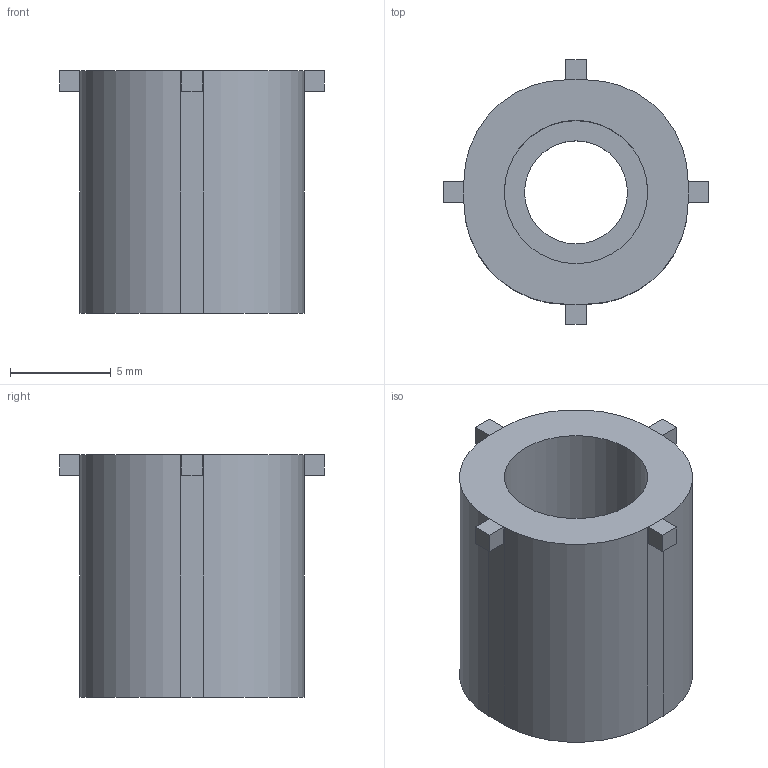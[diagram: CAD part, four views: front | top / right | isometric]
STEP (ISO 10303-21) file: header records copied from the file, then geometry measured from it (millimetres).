
FILE_DESCRIPTION(('FreeCAD Model'),'2;1');
FILE_NAME('motor_base.step','2018-02-25T13:15:24',('Author'),(''), 'Open CASCADE STEP processor 6.8','FreeCAD','Unknown');
FILE_SCHEMA(('AUTOMOTIVE_DESIGN_CC2 { 1 2 10303 214 -1 1 5 4 }'));
Length unit declared in the file: millimetre
Products named in the file (1): Fillet
Bounding box: 13.1 x 13.1 x 12 mm (x, y, z)
Volume: 769.1 mm3; surface area: 869.8 mm2
Topology: 1 solids, 1 shells, 33 faces, 82 edges, 52 vertices
Faces by surface type: plane 27, cylinder 6
Full cylindrical faces by diameter (mm): 5.1 x1, 7.1 x1
Entity records: 2073 total; most frequent: CARTESIAN_POINT 368, DIRECTION 320, LINE 222, VECTOR 222, ORIENTED_EDGE 164, PCURVE 164, DEFINITIONAL_REPRESENTATION 164, EDGE_CURVE 82
